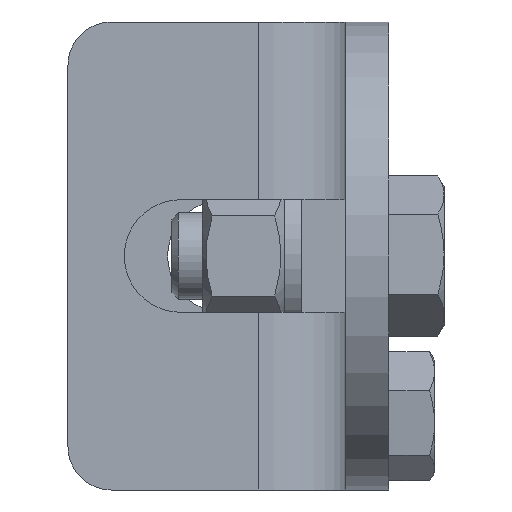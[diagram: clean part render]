
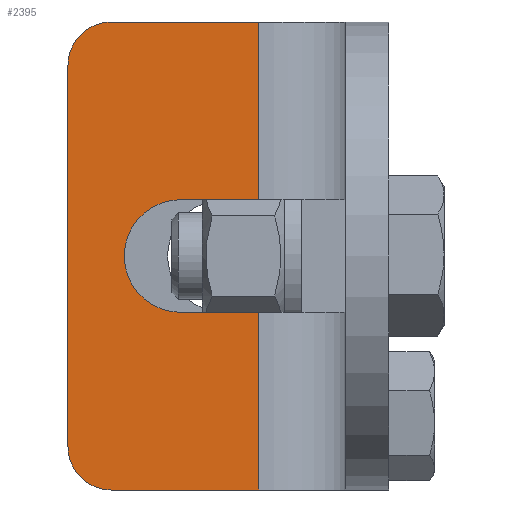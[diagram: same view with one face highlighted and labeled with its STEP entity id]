
A CAD part, left-side view. The second image highlights one B-rep face of the part: STEP entity #2395.
In plain terms, the highlighted planar face has unit normal (-1, 0, 0).
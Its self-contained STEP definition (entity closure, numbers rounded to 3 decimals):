
#214=PLANE('',#2752);
#303=FACE_OUTER_BOUND('',#451,.T.);
#451=EDGE_LOOP('',(#1768,#1769,#1770,#1771,#1772,#1773,#1774,#1775,#1776,
#1777));
#615=LINE('',#3871,#783);
#627=LINE('',#3902,#795);
#630=LINE('',#3909,#798);
#632=LINE('',#3914,#800);
#633=LINE('',#3915,#801);
#634=LINE('',#3917,#802);
#635=LINE('',#3918,#803);
#783=VECTOR('',#3106,10.);
#795=VECTOR('',#3148,10.);
#798=VECTOR('',#3157,10.);
#800=VECTOR('',#3163,10.);
#801=VECTOR('',#3164,10.);
#802=VECTOR('',#3165,10.);
#803=VECTOR('',#3166,10.);
#943=CIRCLE('',#2727,5.);
#947=CIRCLE('',#2734,5.);
#952=CIRCLE('',#2749,6.5);
#1091=VERTEX_POINT('',#3843);
#1092=VERTEX_POINT('',#3844);
#1103=VERTEX_POINT('',#3870);
#1104=VERTEX_POINT('',#3874);
#1105=VERTEX_POINT('',#3878);
#1106=VERTEX_POINT('',#3883);
#1107=VERTEX_POINT('',#3901);
#1108=VERTEX_POINT('',#3905);
#1109=VERTEX_POINT('',#3913);
#1110=VERTEX_POINT('',#3916);
#1321=EDGE_CURVE('',#1091,#1092,#943,.T.);
#1334=EDGE_CURVE('',#1092,#1103,#615,.T.);
#1336=EDGE_CURVE('',#1103,#1104,#947,.T.);
#1351=EDGE_CURVE('',#1107,#1105,#627,.T.);
#1353=EDGE_CURVE('',#1108,#1107,#952,.T.);
#1355=EDGE_CURVE('',#1106,#1108,#630,.T.);
#1357=EDGE_CURVE('',#1109,#1091,#632,.T.);
#1358=EDGE_CURVE('',#1109,#1106,#633,.T.);
#1359=EDGE_CURVE('',#1105,#1110,#634,.T.);
#1360=EDGE_CURVE('',#1104,#1110,#635,.T.);
#1768=ORIENTED_EDGE('',*,*,#1321,.F.);
#1769=ORIENTED_EDGE('',*,*,#1357,.F.);
#1770=ORIENTED_EDGE('',*,*,#1358,.T.);
#1771=ORIENTED_EDGE('',*,*,#1355,.T.);
#1772=ORIENTED_EDGE('',*,*,#1353,.T.);
#1773=ORIENTED_EDGE('',*,*,#1351,.T.);
#1774=ORIENTED_EDGE('',*,*,#1359,.T.);
#1775=ORIENTED_EDGE('',*,*,#1360,.F.);
#1776=ORIENTED_EDGE('',*,*,#1336,.F.);
#1777=ORIENTED_EDGE('',*,*,#1334,.F.);
#2395=ADVANCED_FACE('',(#303),#214,.F.);
#2727=AXIS2_PLACEMENT_3D('',#3845,#3085,#3086);
#2734=AXIS2_PLACEMENT_3D('',#3875,#3110,#3111);
#2749=AXIS2_PLACEMENT_3D('',#3906,#3152,#3153);
#2752=AXIS2_PLACEMENT_3D('',#3912,#3161,#3162);
#3085=DIRECTION('center_axis',(1.,0.,0.));
#3086=DIRECTION('ref_axis',(0.,0.707,-0.707));
#3106=DIRECTION('',(0.,0.,1.));
#3110=DIRECTION('center_axis',(1.,0.,0.));
#3111=DIRECTION('ref_axis',(0.,0.707,0.707));
#3148=DIRECTION('',(0.,-1.,0.));
#3152=DIRECTION('center_axis',(1.,0.,0.));
#3153=DIRECTION('ref_axis',(0.,0.,-1.));
#3157=DIRECTION('',(0.,1.,0.));
#3161=DIRECTION('center_axis',(1.,0.,0.));
#3162=DIRECTION('ref_axis',(0.,0.,
-1.));
#3163=DIRECTION('',(0.,1.,0.));
#3164=DIRECTION('',(0.,0.,1.));
#3165=DIRECTION('',(0.,0.,1.));
#3166=DIRECTION('',(0.,-1.,0.));
#3843=CARTESIAN_POINT('',(-87.,27.,-27.));
#3844=CARTESIAN_POINT('',(-87.,32.,-22.));
#3845=CARTESIAN_POINT('Origin',(-87.,27.,-22.));
#3870=CARTESIAN_POINT('',(-87.,32.,22.));
#3871=CARTESIAN_POINT('',(-87.,32.,-27.));
#3874=CARTESIAN_POINT('',(-87.,27.,27.));
#3875=CARTESIAN_POINT('Origin',(-87.,27.,22.));
#3878=CARTESIAN_POINT('',(-87.,10.,6.5));
#3883=CARTESIAN_POINT('',(-87.,10.,-6.5));
#3901=CARTESIAN_POINT('',(-87.,19.,6.5));
#3902=CARTESIAN_POINT('',(-87.,-12.672,6.5));
#3905=CARTESIAN_POINT('',(-87.,19.,-6.5));
#3906=CARTESIAN_POINT('Origin',(-87.,19.,0.));
#3909=CARTESIAN_POINT('',(-87.,-1.724,-6.5));
#3912=CARTESIAN_POINT('Origin',(-87.,-22.448,0.));
#3913=CARTESIAN_POINT('',(-87.,10.,-27.));
#3914=CARTESIAN_POINT('',(-87.,10.,-27.));
#3915=CARTESIAN_POINT('',(-87.,10.,0.));
#3916=CARTESIAN_POINT('',(-87.,10.,27.));
#3917=CARTESIAN_POINT('',(-87.,10.,0.));
#3918=CARTESIAN_POINT('',(-87.,-76.896,27.));
